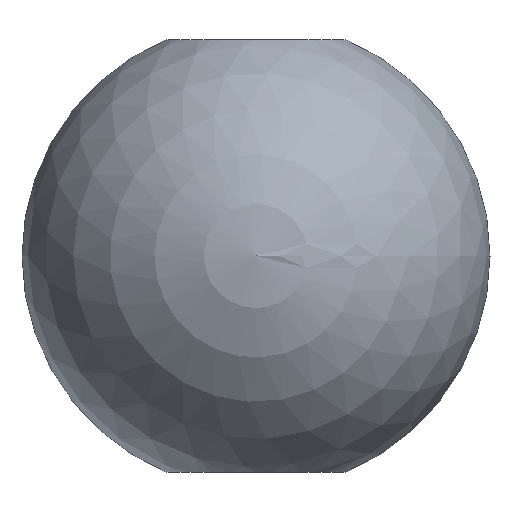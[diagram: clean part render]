
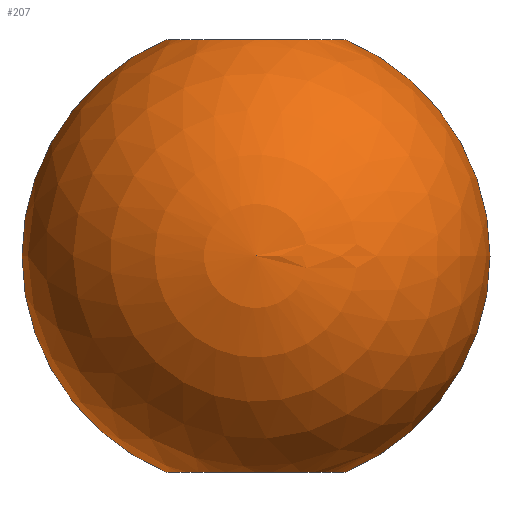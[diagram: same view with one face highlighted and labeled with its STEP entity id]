
A CAD part, front view. The second image highlights one B-rep face of the part: STEP entity #207.
In plain terms, the highlighted spherical face has radius 21 mm.
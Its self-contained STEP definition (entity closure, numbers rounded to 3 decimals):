
#4 = VERTEX_POINT ( 'NONE', #158 ) ;
#7 = CIRCLE ( 'NONE', #174, 8. ) ;
#10 = DIRECTION ( 'NONE',  ( 0., -1., 0. ) ) ;
#14 = VERTEX_POINT ( 'NONE', #159 ) ;
#27 = EDGE_CURVE ( 'NONE', #14, #290, #162, .T. ) ;
#46 = DIRECTION ( 'NONE',  ( 0., 0., 1. ) ) ;
#49 = AXIS2_PLACEMENT_3D ( 'NONE', #256, #10, #265 ) ;
#63 = CIRCLE ( 'NONE', #224, 21. ) ;
#82 = SPHERICAL_SURFACE ( 'NONE', #49, 21. ) ;
#84 = FACE_OUTER_BOUND ( 'NONE', #292, .T. ) ;
#92 = ORIENTED_EDGE ( 'NONE', *, *, #27, .F. ) ;
#106 = CARTESIAN_POINT ( 'NONE',  ( 8., 0., -19.416 ) ) ;
#114 = DIRECTION ( 'NONE',  ( 1., 0., 0. ) ) ;
#119 = AXIS2_PLACEMENT_3D ( 'NONE', #181, #249, #46 ) ;
#129 = DIRECTION ( 'NONE',  ( 0., 0., -1. ) ) ;
#132 = DIRECTION ( 'NONE',  ( 0., -1., 0. ) ) ;
#133 = EDGE_CURVE ( 'NONE', #270, #4, #63, .T. ) ;
#141 = CIRCLE ( 'NONE', #293, 8. ) ;
#158 = CARTESIAN_POINT ( 'NONE',  ( -8., 0., -19.416 ) ) ;
#159 = CARTESIAN_POINT ( 'NONE',  ( 8., 0., 19.416 ) ) ;
#162 = CIRCLE ( 'NONE', #119, 21. ) ;
#169 = DIRECTION ( 'NONE',  ( -1., 0., 0. ) ) ;
#174 = AXIS2_PLACEMENT_3D ( 'NONE', #216, #263, #291 ) ;
#180 = EDGE_CURVE ( 'NONE', #14, #270, #141, .T. ) ;
#181 = CARTESIAN_POINT ( 'NONE',  ( 0., 0., 0. ) ) ;
#186 = CARTESIAN_POINT ( 'NONE',  ( 0., 0., 19.416 ) ) ;
#207 = ADVANCED_FACE ( 'NONE', ( #84 ), #82, .T. ) ;
#210 = CARTESIAN_POINT ( 'NONE',  ( -8., 0., 19.416 ) ) ;
#216 = CARTESIAN_POINT ( 'NONE',  ( 0., 0., -19.416 ) ) ;
#220 = ORIENTED_EDGE ( 'NONE', *, *, #180, .T. ) ;
#224 = AXIS2_PLACEMENT_3D ( 'NONE', #244, #132, #114 ) ;
#244 = CARTESIAN_POINT ( 'NONE',  ( 0., 0., 0. ) ) ;
#246 = ORIENTED_EDGE ( 'NONE', *, *, #276, .F. ) ;
#249 = DIRECTION ( 'NONE',  ( 0., 1., 0. ) ) ;
#254 = ORIENTED_EDGE ( 'NONE', *, *, #133, .T. ) ;
#256 = CARTESIAN_POINT ( 'NONE',  ( 0., 0., 0. ) ) ;
#263 = DIRECTION ( 'NONE',  ( 0., 0., -1. ) ) ;
#265 = DIRECTION ( 'NONE',  ( 1., 0., 0. ) ) ;
#270 = VERTEX_POINT ( 'NONE', #210 ) ;
#276 = EDGE_CURVE ( 'NONE', #290, #4, #7, .T. ) ;
#290 = VERTEX_POINT ( 'NONE', #106 ) ;
#291 = DIRECTION ( 'NONE',  ( -1., 0., 0. ) ) ;
#292 = EDGE_LOOP ( 'NONE', ( #220, #254, #246, #92 ) ) ;
#293 = AXIS2_PLACEMENT_3D ( 'NONE', #186, #129, #169 ) ;
